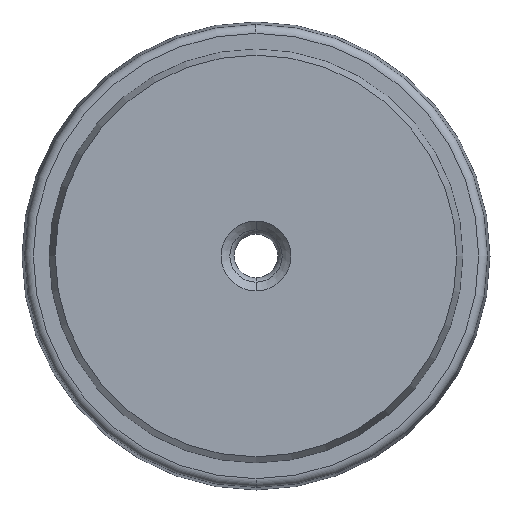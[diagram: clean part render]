
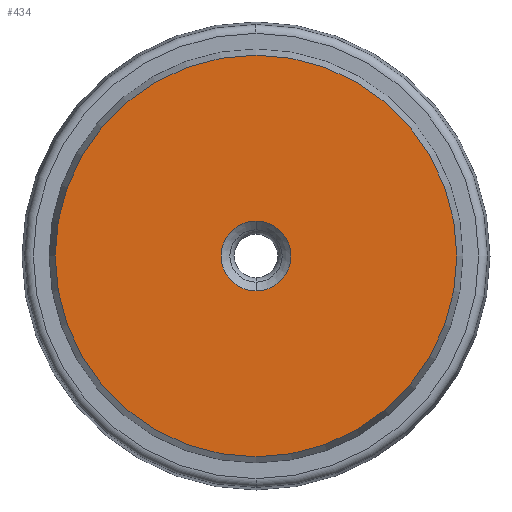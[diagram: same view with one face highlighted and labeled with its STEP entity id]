
A CAD part, left-side view. The second image highlights one B-rep face of the part: STEP entity #434.
In plain terms, the highlighted planar face has unit normal (-1, 0, 0).
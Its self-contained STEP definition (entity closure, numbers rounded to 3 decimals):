
#71 = DIRECTION ( 'NONE',  ( 0., 0., -1. ) ) ;
#77 = CARTESIAN_POINT ( 'NONE',  ( 0., 0., 0. ) ) ;
#109 = DIRECTION ( 'NONE',  ( 1., 0., 0. ) ) ;
#150 = EDGE_CURVE ( 'NONE', #499, #492, #1023, .T. ) ;
#186 = CIRCLE ( 'NONE', #726, 2. ) ;
#235 = PLANE ( 'NONE',  #617 ) ;
#236 = CARTESIAN_POINT ( 'NONE',  ( 0., 1.5, 0. ) ) ;
#318 = EDGE_LOOP ( 'NONE', ( #343, #341 ) ) ;
#341 = ORIENTED_EDGE ( 'NONE', *, *, #150, .T. ) ;
#343 = ORIENTED_EDGE ( 'NONE', *, *, #958, .T. ) ;
#347 = ORIENTED_EDGE ( 'NONE', *, *, #371, .T. ) ;
#349 = ORIENTED_EDGE ( 'NONE', *, *, #357, .T. ) ;
#357 = EDGE_CURVE ( 'NONE', #500, #487, #1078, .T. ) ;
#371 = EDGE_CURVE ( 'NONE', #487, #500, #1130, .T. ) ;
#434 = ADVANCED_FACE ( 'NONE', ( #788, #789 ), #235, .F. ) ;
#487 = VERTEX_POINT ( 'NONE', #911 ) ;
#492 = VERTEX_POINT ( 'NONE', #890 ) ;
#499 = VERTEX_POINT ( 'NONE', #929 ) ;
#500 = VERTEX_POINT ( 'NONE', #907 ) ;
#575 = DIRECTION ( 'NONE',  ( -1., 0., 0. ) ) ;
#578 = CARTESIAN_POINT ( 'NONE',  ( 0., 0., 0. ) ) ;
#593 = DIRECTION ( 'NONE',  ( 0., 0., 1. ) ) ;
#606 = DIRECTION ( 'NONE',  ( 1., 0., 0. ) ) ;
#608 = DIRECTION ( 'NONE',  ( 0., 0., -1. ) ) ;
#612 = CARTESIAN_POINT ( 'NONE',  ( 0., 0., 0. ) ) ;
#617 = AXIS2_PLACEMENT_3D ( 'NONE', #236, #757, #761 ) ;
#622 = AXIS2_PLACEMENT_3D ( 'NONE', #578, #575, #593 ) ;
#726 = AXIS2_PLACEMENT_3D ( 'NONE', #77, #109, #71 ) ;
#757 = DIRECTION ( 'NONE',  ( 1., 0., 0. ) ) ;
#761 = DIRECTION ( 'NONE',  ( 0., 0., -1. ) ) ;
#788 = FACE_BOUND ( 'NONE', #318, .T. ) ;
#789 = FACE_OUTER_BOUND ( 'NONE', #1101, .T. ) ;
#857 = DIRECTION ( 'NONE',  ( -1., 0., 0. ) ) ;
#866 = CARTESIAN_POINT ( 'NONE',  ( 0., 0., 0. ) ) ;
#875 = DIRECTION ( 'NONE',  ( 0., 0., 1. ) ) ;
#890 = CARTESIAN_POINT ( 'NONE',  ( 0., 0., 2. ) ) ;
#907 = CARTESIAN_POINT ( 'NONE',  ( 0., 0., -11.5 ) ) ;
#911 = CARTESIAN_POINT ( 'NONE',  ( 0., 0., 11.5 ) ) ;
#929 = CARTESIAN_POINT ( 'NONE',  ( 0., 0., -2. ) ) ;
#958 = EDGE_CURVE ( 'NONE', #492, #499, #186, .T. ) ;
#971 = AXIS2_PLACEMENT_3D ( 'NONE', #612, #606, #608 ) ;
#983 = AXIS2_PLACEMENT_3D ( 'NONE', #866, #857, #875 ) ;
#1023 = CIRCLE ( 'NONE', #971, 2. ) ;
#1078 = CIRCLE ( 'NONE', #983, 11.5 ) ;
#1101 = EDGE_LOOP ( 'NONE', ( #349, #347 ) ) ;
#1130 = CIRCLE ( 'NONE', #622, 11.5 ) ;
